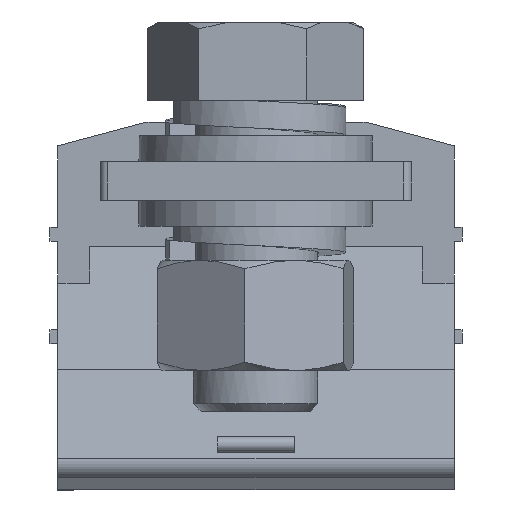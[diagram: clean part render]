
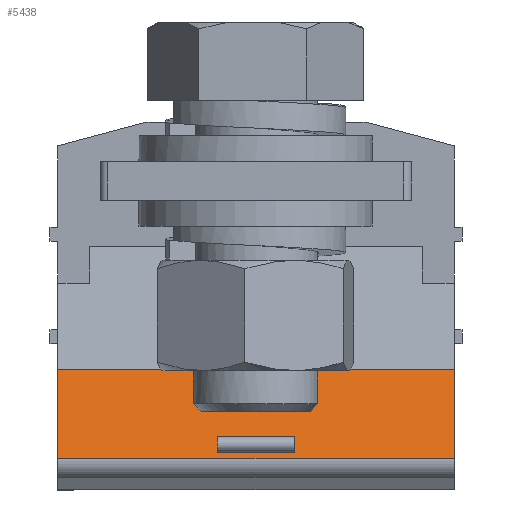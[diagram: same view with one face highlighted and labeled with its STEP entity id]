
A CAD part, front view. The second image highlights one B-rep face of the part: STEP entity #5438.
In plain terms, the highlighted planar face has unit normal (0, -0.966, 0.259).
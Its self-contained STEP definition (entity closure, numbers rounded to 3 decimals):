
#464=ORIENTED_EDGE('',*,*,#1547,.F.);
#465=ORIENTED_EDGE('',*,*,#1545,.T.);
#466=ORIENTED_EDGE('',*,*,#1548,.T.);
#467=ORIENTED_EDGE('',*,*,#1549,.F.);
#468=ORIENTED_EDGE('',*,*,#1550,.F.);
#469=ORIENTED_EDGE('',*,*,#1551,.F.);
#470=ORIENTED_EDGE('',*,*,#1552,.T.);
#471=ORIENTED_EDGE('',*,*,#1553,.F.);
#472=ORIENTED_EDGE('',*,*,#1554,.F.);
#473=ORIENTED_EDGE('',*,*,#1555,.T.);
#474=ORIENTED_EDGE('',*,*,#1556,.F.);
#475=ORIENTED_EDGE('',*,*,#1557,.F.);
#1545=EDGE_CURVE('',#2082,#2081,#2499,.T.);
#1547=EDGE_CURVE('',#2082,#2083,#2500,.T.);
#1548=EDGE_CURVE('',#2081,#2084,#2501,.T.);
#1549=EDGE_CURVE('',#2083,#2084,#2502,.T.);
#1550=EDGE_CURVE('',#2085,#2086,#2503,.T.);
#1551=EDGE_CURVE('',#2087,#2085,#2504,.T.);
#1552=EDGE_CURVE('',#2087,#2088,#2505,.T.);
#1553=EDGE_CURVE('',#2086,#2088,#2506,.T.);
#1554=EDGE_CURVE('',#2089,#2090,#2507,.T.);
#1555=EDGE_CURVE('',#2089,#2091,#2508,.T.);
#1556=EDGE_CURVE('',#2092,#2091,#2509,.T.);
#1557=EDGE_CURVE('',#2090,#2092,#2510,.T.);
#2081=VERTEX_POINT('',#7203);
#2082=VERTEX_POINT('',#7205);
#2083=VERTEX_POINT('',#7209);
#2084=VERTEX_POINT('',#7211);
#2085=VERTEX_POINT('',#7214);
#2086=VERTEX_POINT('',#7215);
#2087=VERTEX_POINT('',#7217);
#2088=VERTEX_POINT('',#7219);
#2089=VERTEX_POINT('',#7222);
#2090=VERTEX_POINT('',#7223);
#2091=VERTEX_POINT('',#7225);
#2092=VERTEX_POINT('',#7227);
#2499=LINE('',#7204,#2896);
#2500=LINE('',#7208,#2897);
#2501=LINE('',#7210,#2898);
#2502=LINE('',#7212,#2899);
#2503=LINE('',#7213,#2900);
#2504=LINE('',#7216,#2901);
#2505=LINE('',#7218,#2902);
#2506=LINE('',#7220,#2903);
#2507=LINE('',#7221,#2904);
#2508=LINE('',#7224,#2905);
#2509=LINE('',#7226,#2906);
#2510=LINE('',#7228,#2907);
#2896=VECTOR('',#6157,1000.);
#2897=VECTOR('',#6162,1000.);
#2898=VECTOR('',#6163,1000.);
#2899=VECTOR('',#6164,1000.);
#2900=VECTOR('',#6165,1000.);
#2901=VECTOR('',#6166,1000.);
#2902=VECTOR('',#6167,1000.);
#2903=VECTOR('',#6168,1000.);
#2904=VECTOR('',#6169,1000.);
#2905=VECTOR('',#6170,1000.);
#2906=VECTOR('',#6171,1000.);
#2907=VECTOR('',#6172,1000.);
#3212=EDGE_LOOP('',(#464,#465,#466,#467));
#3213=EDGE_LOOP('',(#468,#469,#470,#471));
#3214=EDGE_LOOP('',(#472,#473,#474,#475));
#3477=FACE_BOUND('',#3212,.T.);
#3478=FACE_BOUND('',#3213,.T.);
#3479=FACE_BOUND('',#3214,.T.);
#3737=PLANE('',#5674);
#5438=ADVANCED_FACE('',(#3477,#3478,#3479),#3737,.T.);
#5674=AXIS2_PLACEMENT_3D('',#7207,#6160,#6161);
#6157=DIRECTION('',(1.,0.,0.));
#6160=DIRECTION('',(0.,-0.966,0.259));
#6161=DIRECTION('',(0.,-0.259,-0.966));
#6162=DIRECTION('',(0.,0.259,0.966));
#6163=DIRECTION('',(0.,0.259,0.966));
#6164=DIRECTION('',(1.,0.,0.));
#6165=DIRECTION('',(0.,0.259,0.966));
#6166=DIRECTION('',(1.,0.,0.));
#6167=DIRECTION('',(0.,0.259,0.966));
#6168=DIRECTION('',(-1.,0.,0.));
#6169=DIRECTION('',(1.,0.,0.));
#6170=DIRECTION('',(0.,0.259,0.966));
#6171=DIRECTION('',(-1.,0.,0.));
#6172=DIRECTION('',(0.,0.259,0.966));
#7203=CARTESIAN_POINT('',(25.799,-2.598,8.897));
#7204=CARTESIAN_POINT('',(18.801,-2.598,8.897));
#7205=CARTESIAN_POINT('',(-25.201,-2.598,8.897));
#7207=CARTESIAN_POINT('',(18.801,0.,18.595));
#7208=CARTESIAN_POINT('',(-25.201,-2.598,8.897));
#7209=CARTESIAN_POINT('',(-25.201,0.46,20.312));
#7210=CARTESIAN_POINT('',(25.799,-2.598,8.897));
#7211=CARTESIAN_POINT('',(25.799,0.46,20.312));
#7212=CARTESIAN_POINT('',(-25.201,0.46,20.312));
#7213=CARTESIAN_POINT('',(5.299,-0.761,15.755));
#7214=CARTESIAN_POINT('',(5.299,-2.38,9.712));
#7215=CARTESIAN_POINT('',(5.299,-1.844,11.712));
#7216=CARTESIAN_POINT('',(-4.701,-2.38,9.712));
#7217=CARTESIAN_POINT('',(-4.701,-2.38,9.712));
#7218=CARTESIAN_POINT('',(-4.701,-0.761,15.755));
#7219=CARTESIAN_POINT('',(-4.701,-1.844,11.712));
#7220=CARTESIAN_POINT('',(-4.701,-1.844,11.712));
#7221=CARTESIAN_POINT('',(-4.701,-0.237,17.712));
#7222=CARTESIAN_POINT('',(-4.701,-0.237,17.712));
#7223=CARTESIAN_POINT('',(5.299,-0.237,17.712));
#7224=CARTESIAN_POINT('',(-4.701,-0.761,15.755));
#7225=CARTESIAN_POINT('',(-4.701,0.299,19.712));
#7226=CARTESIAN_POINT('',(-4.701,0.299,19.712));
#7227=CARTESIAN_POINT('',(5.299,0.299,19.712));
#7228=CARTESIAN_POINT('',(5.299,-0.761,15.755));
